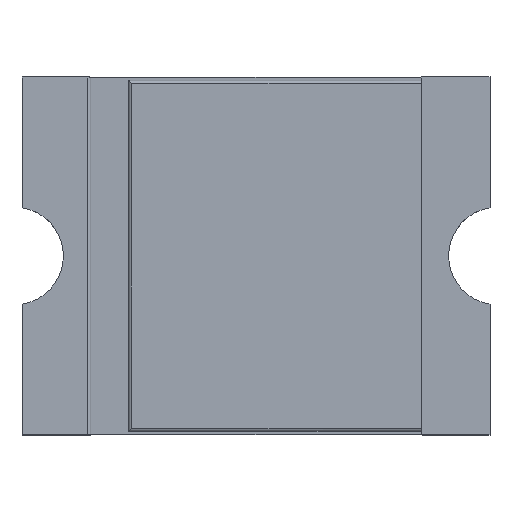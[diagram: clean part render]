
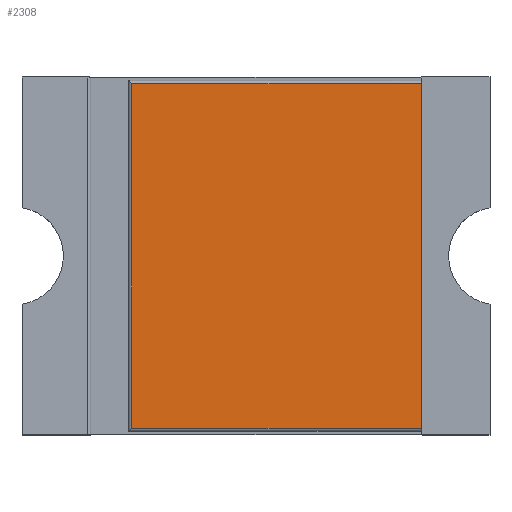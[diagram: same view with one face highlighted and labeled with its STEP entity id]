
A CAD part, top view. The second image highlights one B-rep face of the part: STEP entity #2308.
In plain terms, the highlighted planar face has unit normal (0, 0, 1).
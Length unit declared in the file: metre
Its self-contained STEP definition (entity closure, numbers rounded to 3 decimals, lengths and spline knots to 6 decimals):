
#184=LINE('',#4263,#382);
#204=LINE('',#4305,#402);
#207=LINE('',#4313,#405);
#208=LINE('',#4315,#406);
#382=VECTOR('',#3436,1.);
#402=VECTOR('',#3476,1.);
#405=VECTOR('',#3485,1.);
#406=VECTOR('',#3486,1.);
#1144=ORIENTED_EDGE('',*,*,#1505,.T.);
#1145=ORIENTED_EDGE('',*,*,#1501,.T.);
#1146=ORIENTED_EDGE('',*,*,#1480,.T.);
#1147=ORIENTED_EDGE('',*,*,#1506,.T.);
#1480=EDGE_CURVE('',#1718,#1717,#184,.T.);
#1501=EDGE_CURVE('',#1730,#1718,#204,.T.);
#1505=EDGE_CURVE('',#1732,#1730,#207,.T.);
#1506=EDGE_CURVE('',#1717,#1732,#208,.T.);
#1717=VERTEX_POINT('',#4262);
#1718=VERTEX_POINT('',#4264);
#1730=VERTEX_POINT('',#4306);
#1732=VERTEX_POINT('',#4314);
#1939=EDGE_LOOP('',(#1144,#1145,#1146,#1147));
#2060=FACE_BOUND('',#1939,.T.);
#2128=PLANE('',#2882);
#2308=ADVANCED_FACE('',(#2060),#2128,.T.);
#2882=AXIS2_PLACEMENT_3D('',#4312,#3483,#3484);
#3436=DIRECTION('',(0.,-1.,0.));
#3476=DIRECTION('',(-1.,0.,0.));
#3483=DIRECTION('',(0.,0.,1.));
#3484=DIRECTION('',(1.,0.,0.));
#3485=DIRECTION('',(0.,1.,0.));
#3486=DIRECTION('',(1.,0.,0.));
#4262=CARTESIAN_POINT('',(-0.000902,-0.001252,0.000509));
#4263=CARTESIAN_POINT('',(-0.000902,0.001275,0.000509));
#4264=CARTESIAN_POINT('',(-0.000902,0.001252,0.000509));
#4305=CARTESIAN_POINT('',(0.0012,0.001252,0.000509));
#4306=CARTESIAN_POINT('',(0.0012,0.001252,0.000509));
#4312=CARTESIAN_POINT('',(0.000138,0.,0.000509));
#4313=CARTESIAN_POINT('',(0.0012,-0.001275,0.000509));
#4314=CARTESIAN_POINT('',(0.0012,-0.001252,0.000509));
#4315=CARTESIAN_POINT('',(-0.000925,-0.001252,0.000509));
